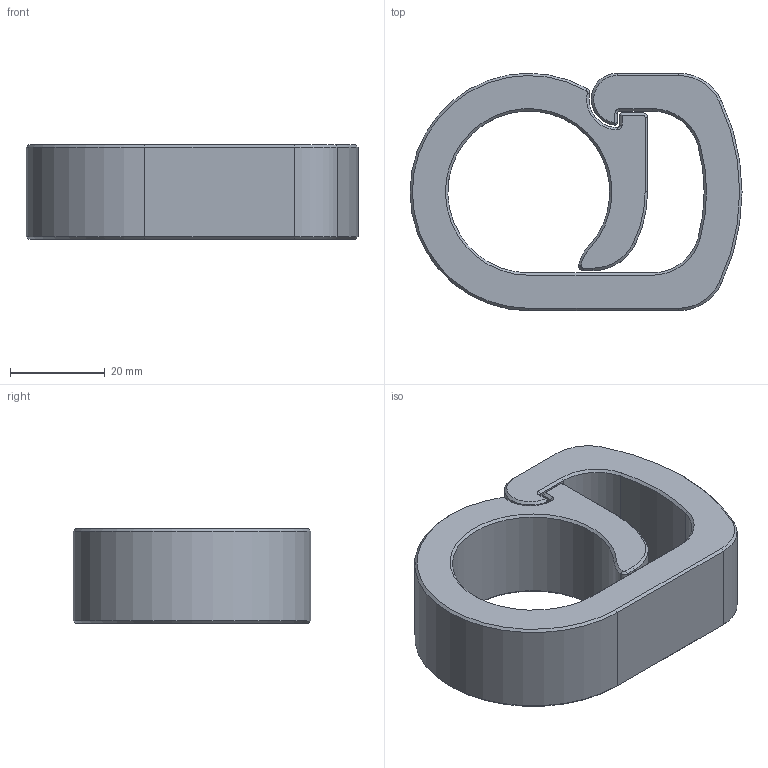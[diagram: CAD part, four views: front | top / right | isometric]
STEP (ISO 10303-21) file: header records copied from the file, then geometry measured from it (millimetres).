
FILE_DESCRIPTION(/* description */ (''),/* implementation_level */ '2;1');
FILE_NAME(/* name */ 'C-Stand Cable Clip v5.step',/* time_stamp */ '2024-05-29T01:16:10-07:00',/* author */ (''),/* organization */ (''),/* preprocessor_version */ 'ST-DEVELOPER v20',/* originating_system */ 'Autodesk Translation Framework v13.14.0.145',/* authorisation */ '');
FILE_SCHEMA (('AUTOMOTIVE_DESIGN { 1 0 10303 214 3 1 1 }'));
Length unit declared in the file: millimetre
Products named in the file (2): C-Stand Cable Clip; Bottom (1)
Assembly tree (1 placements, depth 2):
  C-Stand Cable Clip
    Bottom (1)
Bounding box: 70.25 x 50.25 x 20 mm (x, y, z)
Volume: 31533.7 mm3; surface area: 13858.9 mm2
Topology: 1 solids, 1 shells, 140 faces, 328 edges, 187 vertices
Faces by surface type: cone 55, plane 49, cylinder 35, bspline 1
Entity records: 3975 total; most frequent: DIRECTION 724, CARTESIAN_POINT 700, ORIENTED_EDGE 648, EDGE_CURVE 324, AXIS2_PLACEMENT_3D 265, LINE 194, VECTOR 194, VERTEX_POINT 187
